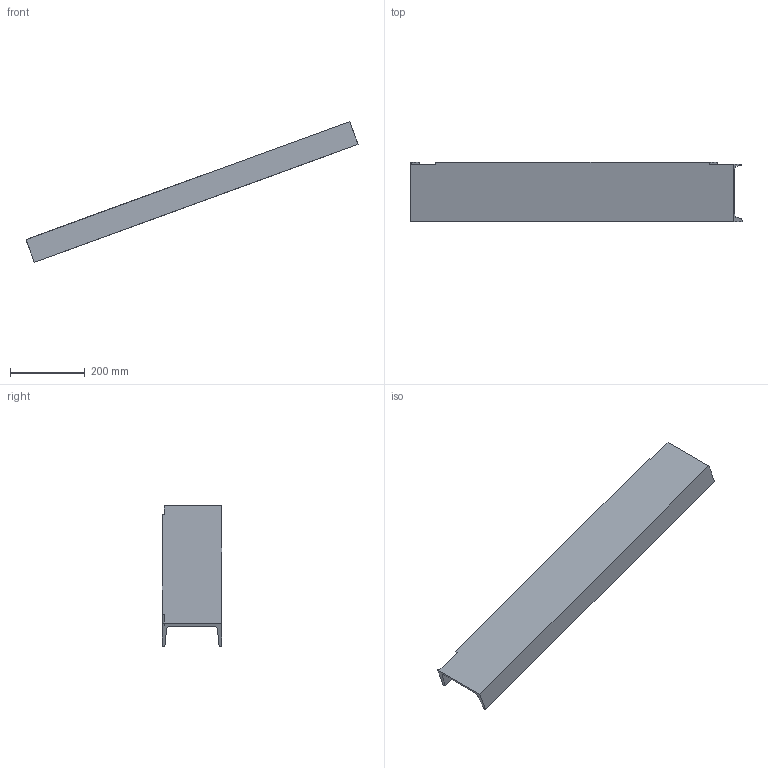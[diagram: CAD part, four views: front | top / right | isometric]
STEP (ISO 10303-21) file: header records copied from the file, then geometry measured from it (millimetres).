
FILE_DESCRIPTION(('CoCreate Modeling STEP Export'),'2;1');
FILE_NAME('p2.stp','2008-07-11T13:32:55',(''),(''),'CoCreate Modeling STEP processor for AP214 (Solid Model)','CoCreate Modeling 17.00P0623 23-Jun-2008 (C) Parametric Technology GmbH','');
FILE_SCHEMA(('AUTOMOTIVE_DESIGN { 1 0 10303 214 1 1 1 1 }'));
Length unit declared in the file: millimetre
Products named in the file (2): 5093086
Assembly tree (1 placements, depth 2):
  5093086
    5093086
Bounding box: 890.28 x 160 x 377.02 mm (x, y, z)
Volume: 2144130.9 mm3; surface area: 506401.8 mm2
Topology: 1 solids, 1 shells, 21 faces, 57 edges, 38 vertices
Faces by surface type: plane 13, cylinder 8
Entity records: 781 total; most frequent: CARTESIAN_POINT 212, ORIENTED_EDGE 114, DIRECTION 105, EDGE_CURVE 57, VERTEX_POINT 38, AXIS2_PLACEMENT_3D 35, VECTOR 35, LINE 35
